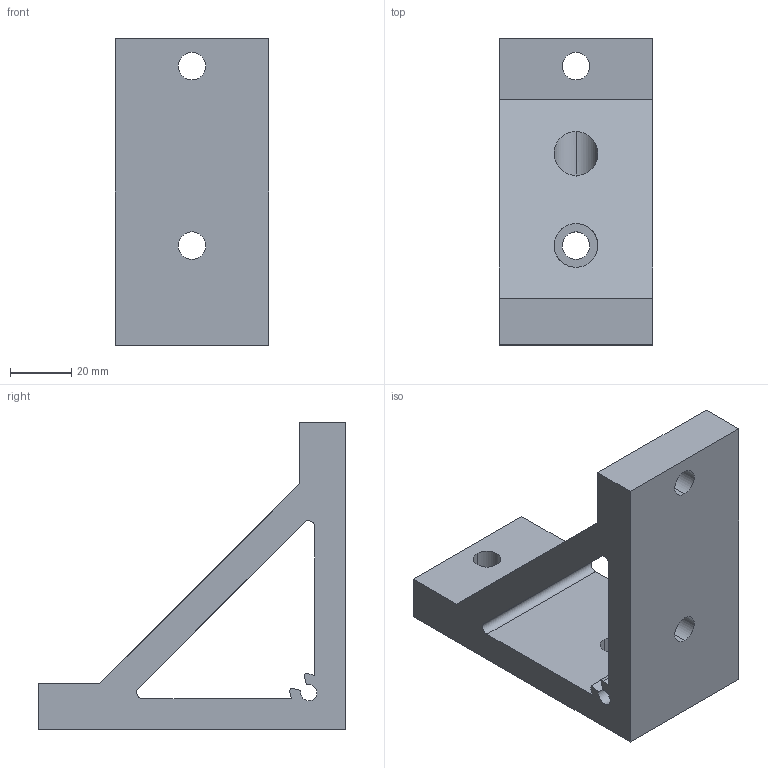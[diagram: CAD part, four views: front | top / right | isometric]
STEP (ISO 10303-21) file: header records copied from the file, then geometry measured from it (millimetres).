
FILE_DESCRIPTION (( 'STEP AP214' ), '1' );
FILE_NAME ('A787 Óãëîâîé àëþìèíèåâûé ñîåäèíèòåëü 60õ100õ100, ïàç 10.STEP', '2025-06-23T14:56:48', ( '' ), ( '' ), 'SwSTEP 2.0', 'SolidWorks 2025', '' );
FILE_SCHEMA (( 'AUTOMOTIVE_DESIGN' ));
Length unit declared in the file: millimetre
Products named in the file (1): A787 Угловой алюминиевый соединитель 60х100х100, паз 10
Bounding box: 50 x 100 x 100 mm (x, y, z)
Volume: 145481.7 mm3; surface area: 36051.1 mm2
Topology: 1 solids, 1 shells, 34 faces, 96 edges, 64 vertices
Faces by surface type: cylinder 20, plane 14
Entity records: 1163 total; most frequent: CARTESIAN_POINT 219, ORIENTED_EDGE 192, DIRECTION 190, EDGE_CURVE 96, AXIS2_PLACEMENT_3D 67, VERTEX_POINT 64, LINE 56, VECTOR 56
